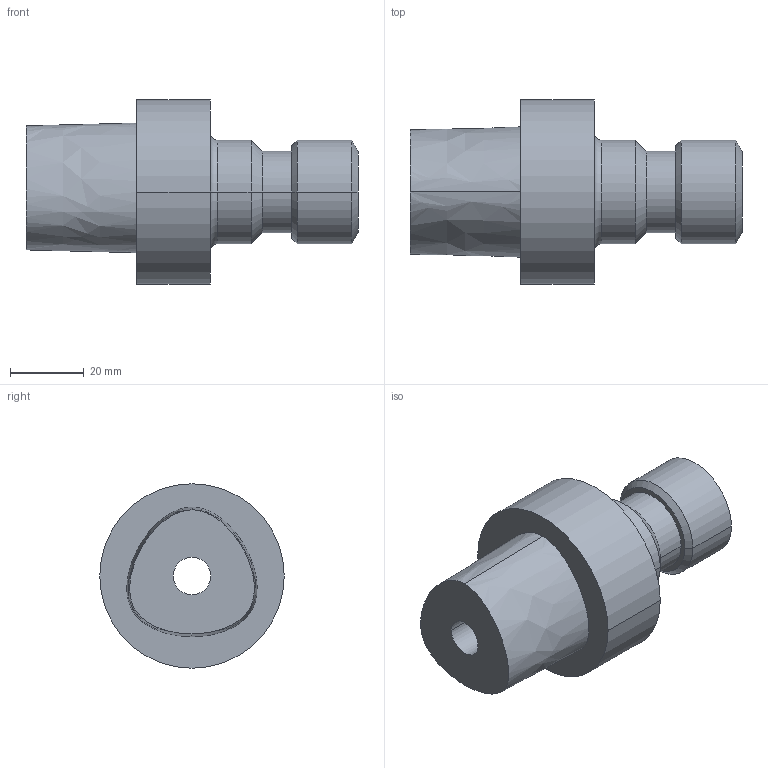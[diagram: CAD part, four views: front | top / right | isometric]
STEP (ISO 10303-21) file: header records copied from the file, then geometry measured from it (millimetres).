
FILE_DESCRIPTION((''),'2;1');
FILE_NAME('84114504','2021-01-22T11:37:06',('thiemer'),(''),'CREO PARAMETRIC BY PTC INC, 2020053','CREO PARAMETRIC BY PTC INC, 2020053','');
FILE_SCHEMA(('AP242_MANAGED_MODEL_BASED_3D_ENGINEERING_MIM_LF { 1 0 10303 442 1 1 4 }'));
Length unit declared in the file: millimetre
Products named in the file (1): 84114504
Bounding box: 90 x 50 x 50 mm (x, y, z)
Volume: 76447 mm3; surface area: 17572.3 mm2
Topology: 1 solids, 1 shells, 39 faces, 89 edges, 60 vertices
Faces by surface type: cylinder 16, cone 10, plane 9, bspline 2, torus 2
Entity records: 2178 total; most frequent: CARTESIAN_POINT 354, DIRECTION 250, ORIENTED_EDGE 156, PRESENTATION_STYLE_ASSIGNMENT 104, STYLED_ITEM 104, CURVE_STYLE 103, AXIS2_PLACEMENT_3D 102, PROPERTY_DEFINITION 99
